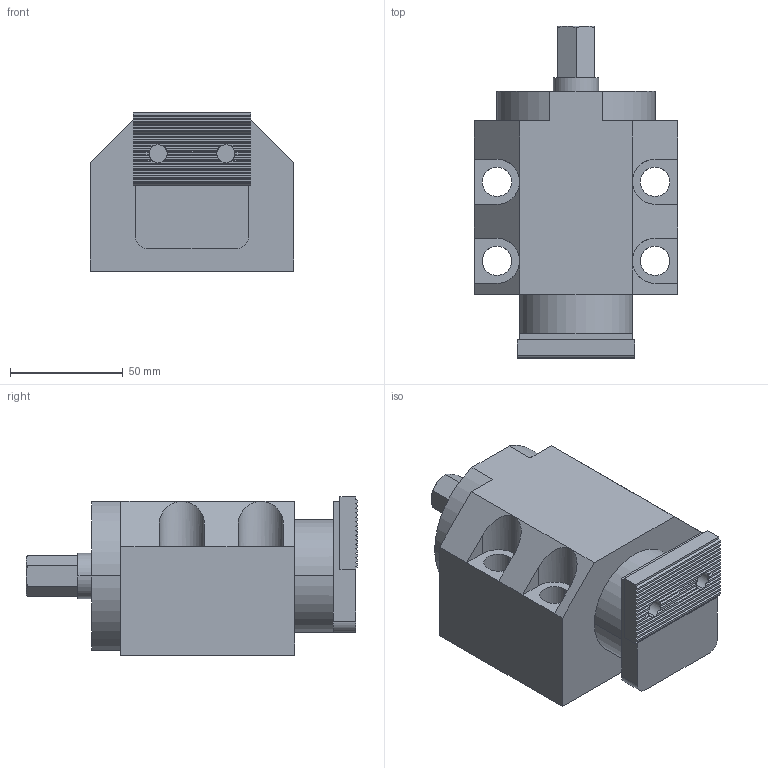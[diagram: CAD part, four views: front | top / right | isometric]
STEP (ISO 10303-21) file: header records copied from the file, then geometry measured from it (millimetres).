
FILE_DESCRIPTION(('STEP AP214'),'1');
FILE_NAME(' ',' ',('TraceParts'),('TraceParts S.A.'),'XStep 1.0',' ',' ');
FILE_SCHEMA(('automotive_design'));
Length unit declared in the file: millimetre
Products named in the file (3): 1; 2; 3
Bounding box: 90 x 147 x 70 mm (x, y, z)
Volume: 500375.5 mm3; surface area: 85319.2 mm2
Topology: 3 solids, 3 shells, 157 faces, 427 edges, 277 vertices
Faces by surface type: plane 123, cylinder 28, cone 6
Entity records: 9794 total; most frequent: CARTESIAN_POINT 888, STYLED_ITEM 864, PRESENTATION_STYLE_ASSIGNMENT 864, COLOUR_RGB 864, DIRECTION 854, ORIENTED_EDGE 854, EDGE_CURVE 427, CURVE_STYLE 427
